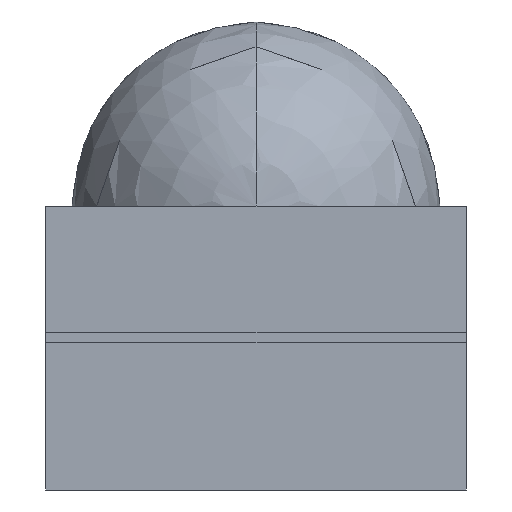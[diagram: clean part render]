
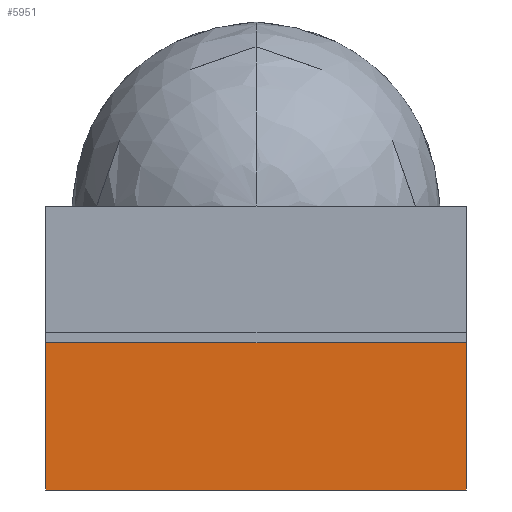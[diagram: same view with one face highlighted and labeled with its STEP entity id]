
A CAD part, left-side view. The second image highlights one B-rep face of the part: STEP entity #5951.
In plain terms, the highlighted planar face has unit normal (-1, 0, 0).
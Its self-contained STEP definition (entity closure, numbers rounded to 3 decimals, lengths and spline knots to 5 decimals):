
#5158=DIRECTION('',(0.,0.,1.));
#5159=VECTOR('',#5158,0.28);
#5160=CARTESIAN_POINT('',(-0.8,0.4,-0.24));
#5161=LINE('',#5160,#5159);
#5350=DIRECTION('',(0.,1.,0.));
#5351=VECTOR('',#5350,0.8);
#5352=CARTESIAN_POINT('',(-0.8,-0.4,-0.24));
#5353=LINE('',#5352,#5351);
#5362=DIRECTION('',(0.,1.,0.));
#5363=VECTOR('',#5362,0.8);
#5364=CARTESIAN_POINT('',(-0.8,-0.4,0.04));
#5365=LINE('',#5364,#5363);
#5366=DIRECTION('',(0.,0.,1.));
#5367=VECTOR('',#5366,0.28);
#5368=CARTESIAN_POINT('',(-0.8,-0.4,-0.24));
#5369=LINE('',#5368,#5367);
#5380=CARTESIAN_POINT('',(-0.8,-0.4,-0.24));
#5381=CARTESIAN_POINT('',(-0.8,-0.4,0.04));
#5382=VERTEX_POINT('',#5380);
#5383=VERTEX_POINT('',#5381);
#5402=CARTESIAN_POINT('',(-0.8,0.4,0.04));
#5403=VERTEX_POINT('',#5402);
#5404=CARTESIAN_POINT('',(-0.8,0.4,-0.24));
#5405=VERTEX_POINT('',#5404);
#5940=CARTESIAN_POINT('',(-0.8,0.4,0.04));
#5941=DIRECTION('',(1.,0.,0.));
#5942=DIRECTION('',(0.,0.,-1.));
#5943=AXIS2_PLACEMENT_3D('',#5940,#5941,#5942);
#5944=PLANE('',#5943);
#5945=ORIENTED_EDGE('',*,*,#5593,.T.);
#5946=ORIENTED_EDGE('',*,*,#5746,.F.);
#5947=ORIENTED_EDGE('',*,*,#5907,.F.);
#5948=ORIENTED_EDGE('',*,*,#5932,.T.);
#5949=EDGE_LOOP('',(#5945,#5946,#5947,#5948));
#5950=FACE_OUTER_BOUND('',#5949,.F.);
#5951=ADVANCED_FACE('',(#5950),#5944,.F.);
#5593=EDGE_CURVE('',#5405,#5403,#5161,.T.);
#5746=EDGE_CURVE('',#5383,#5403,#5365,.T.);
#5907=EDGE_CURVE('',#5382,#5383,#5369,.T.);
#5932=EDGE_CURVE('',#5382,#5405,#5353,.T.);
